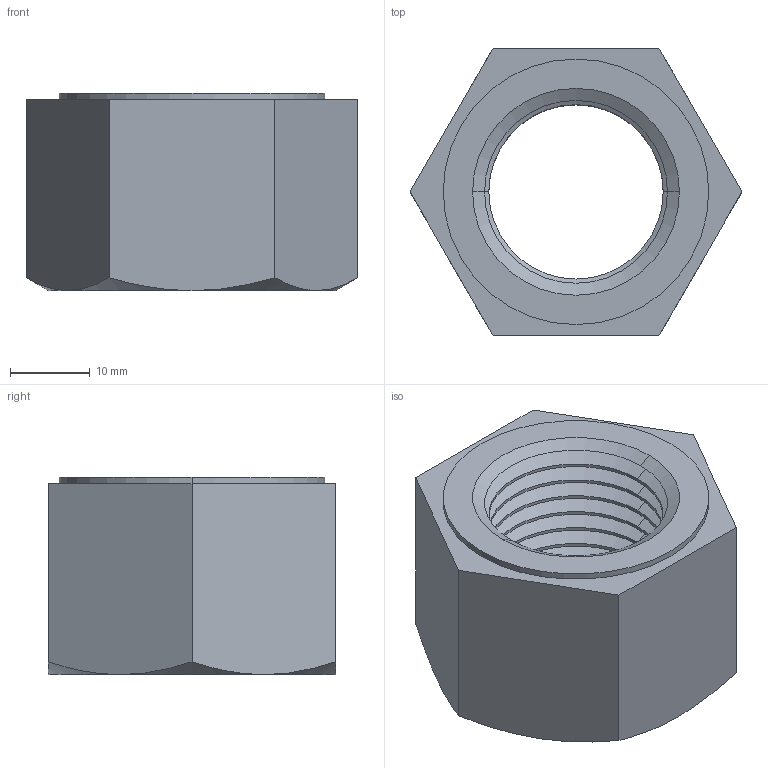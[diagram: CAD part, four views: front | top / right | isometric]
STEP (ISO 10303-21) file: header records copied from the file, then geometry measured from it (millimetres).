
FILE_DESCRIPTION (( 'STEP AP214' ), '1' );
FILE_NAME ('M24-A.STEP', '2021-10-17T16:40:33', ( 'China' ), ( 'Home' ), 'SwSTEP 2.0', 'SolidWorks 2018', '' );
FILE_SCHEMA (( 'AUTOMOTIVE_DESIGN' ));
Length unit declared in the file: millimetre
Products named in the file (1): M24-A
Bounding box: 41.57 x 36 x 24.7 mm (x, y, z)
Volume: 16795.8 mm3; surface area: 7587.3 mm2
Topology: 1 solids, 1 shells, 80 faces, 164 edges, 87 vertices
Faces by surface type: cone 51, cylinder 20, plane 9
Entity records: 2145 total; most frequent: CARTESIAN_POINT 416, DIRECTION 389, ORIENTED_EDGE 328, EDGE_CURVE 164, AXIS2_PLACEMENT_3D 156, VERTEX_POINT 87, EDGE_LOOP 83, ADVANCED_FACE 80
